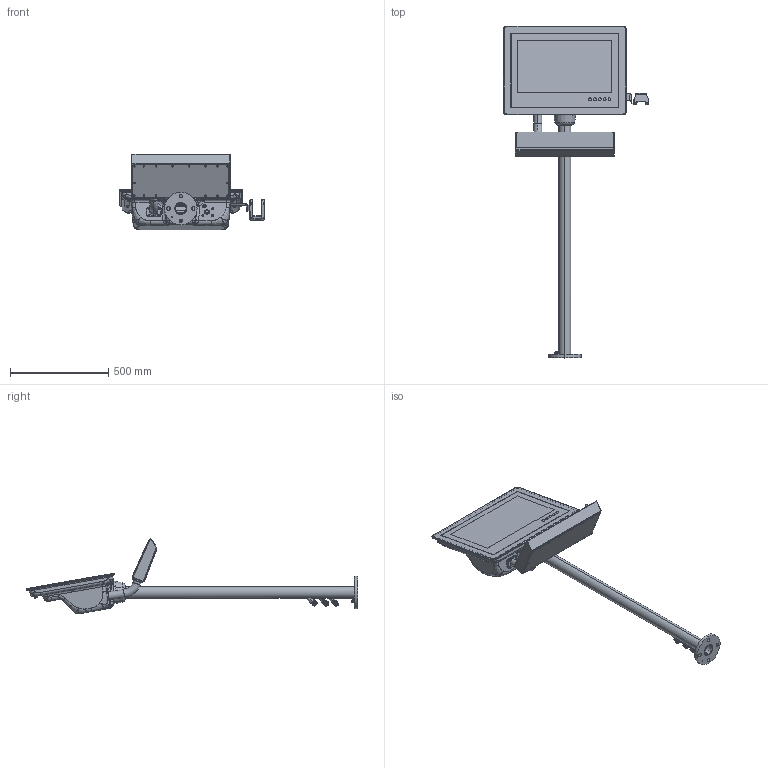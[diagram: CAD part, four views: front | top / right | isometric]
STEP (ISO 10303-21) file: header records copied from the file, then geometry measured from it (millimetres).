
FILE_DESCRIPTION((''),'2;1');
FILE_NAME('CAD-8166_ASM','2022-03-14T09:52:28',('creinig-se'),(''),'CREO PARAMETRIC BY PTC INC, 2019292','CREO PARAMETRIC BY PTC INC, 2019292','');
FILE_SCHEMA(('CONFIG_CONTROL_DESIGN','SHAPE_APPEARANCE_LAYERS_GROUPS'));
Products named in the file (5): DX_1044794_PEDESTAL_A_SW0001; CAD-8166_1045558_DISP_SW0002; CAD-8166_SCNR_SW0001; CAD-8166_CAD-B0K8_ASM_SW0001; CAD-8166_ASM
Assembly tree (4 placements, depth 2):
  CAD-8166_ASM
    DX_1044794_PEDESTAL_A_SW0001
    CAD-8166_1045558_DISP_SW0002
    CAD-8166_SCNR_SW0001
    CAD-8166_CAD-B0K8_ASM_SW0001
Bounding box: 738.19 x 1687.4 x 385.46 mm (x, y, z)
Volume: 9996268.1 mm3; surface area: 2488337.6 mm2
Topology: 15 solids, 15 shells, 3008 faces, 7202 edges, 4383 vertices
Faces by surface type: plane 1121, cylinder 1004, cone 388, bspline 211, torus 193, sphere 66, extrusion 25
Entity records: 149725 total; most frequent: CARTESIAN_POINT 59736, DIRECTION 14373, ORIENTED_EDGE 14296, EDGE_CURVE 7148, PRESENTATION_STYLE_ASSIGNMENT 5622, STYLED_ITEM 5621, AXIS2_PLACEMENT_3D 5548, CURVE_STYLE 4594
